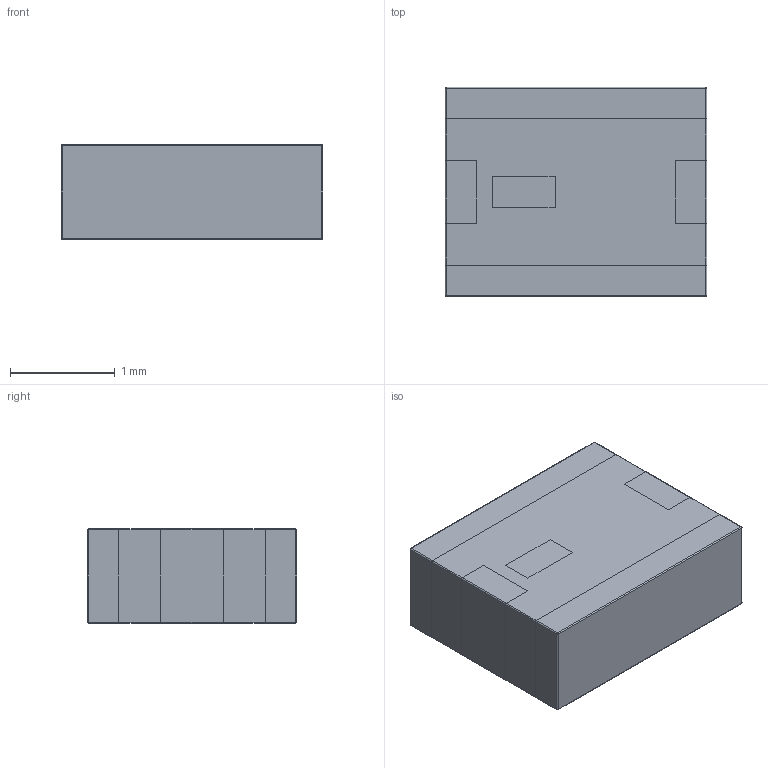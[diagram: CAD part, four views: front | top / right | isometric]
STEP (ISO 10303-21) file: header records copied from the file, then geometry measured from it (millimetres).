
FILE_DESCRIPTION(/* description */ ('Unknown'),/* implementation_level */ '2;1');
FILE_NAME(/* name */ 'FL_Wurth_WE-BPF-1008',/* time_stamp */ '2025-09-04T17:38:47+08:00',/* author */ ('Unknown'),/* organization */ ('Unknown'),/* preprocessor_version */ 'ST-DEVELOPER v19.4',/* originating_system */ 'Solid Edge',/* authorisation */ 'Unknown');
FILE_SCHEMA (('AUTOMOTIVE_DESIGN {1 0 10303 214 3 1 1}'));
Length unit declared in the file: millimetre
Products named in the file (7): FL_Wurth_WE-BPF-1008; Kern_2; Pin_24; Pin_25; Pin_26; Pin_27; Pin_28
Assembly tree (6 placements, depth 2):
  FL_Wurth_WE-BPF-1008
    Kern_2
    Pin_24
    Pin_25
    Pin_26
    Pin_27
    Pin_28
Bounding box: 2.5 x 2 x 0.9 mm (x, y, z)
Volume: 4.5 mm3; surface area: 34.6 mm2
Topology: 6 solids, 6 shells, 84 faces, 200 edges, 120 vertices
Faces by surface type: plane 48, cylinder 28, sphere 8
Entity records: 2524 total; most frequent: DIRECTION 430, CARTESIAN_POINT 403, ORIENTED_EDGE 384, EDGE_CURVE 192, AXIS2_PLACEMENT_3D 147, LINE 136, VECTOR 136, VERTEX_POINT 120
